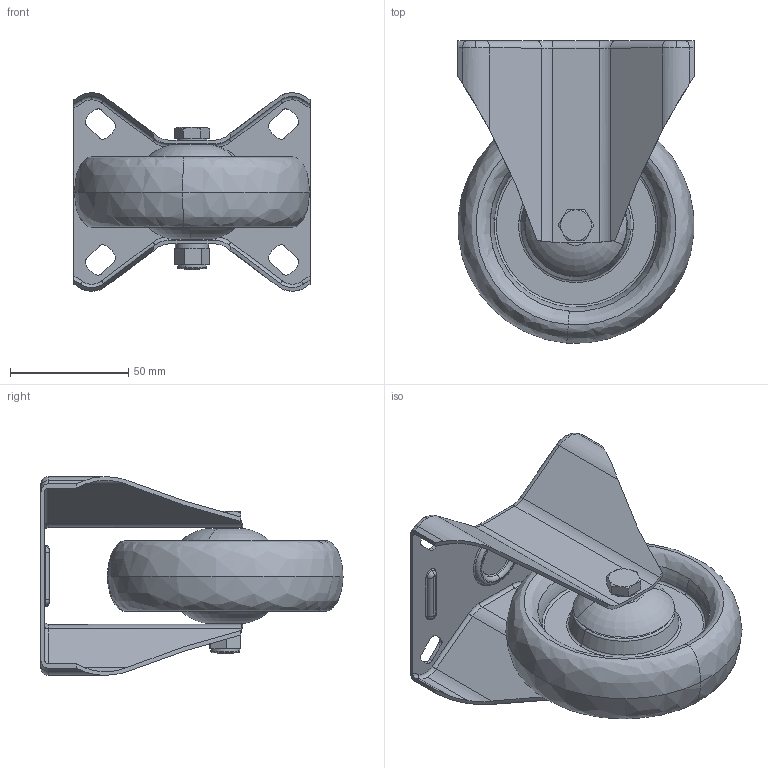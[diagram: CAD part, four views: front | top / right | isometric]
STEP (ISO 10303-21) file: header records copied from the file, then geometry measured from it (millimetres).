
FILE_DESCRIPTION (( 'STEP AP214' ), '1' );
FILE_NAME ('0025004.step', '2022-10-21T08:08:39', ( '' ), ( '' ), 'SwSTEP 2.0', 'SolidWorks 2020', '' );
FILE_SCHEMA (( 'AUTOMOTIVE_DESIGN' ));
Length unit declared in the file: millimetre
Products named in the file (1): 0025004
Bounding box: 100 x 127.85 x 84 mm (x, y, z)
Volume: 179792.3 mm3; surface area: 99695.2 mm2
Topology: 8 solids, 8 shells, 358 faces, 834 edges, 510 vertices
Faces by surface type: cylinder 122, torus 112, plane 84, cone 32, bspline 8
Entity records: 14647 total; most frequent: CARTESIAN_POINT 2203, DIRECTION 1954, ORIENTED_EDGE 1668, AXIS2_PLACEMENT_3D 841, EDGE_CURVE 834, VERTEX_POINT 510, CIRCLE 490, EDGE_LOOP 398
